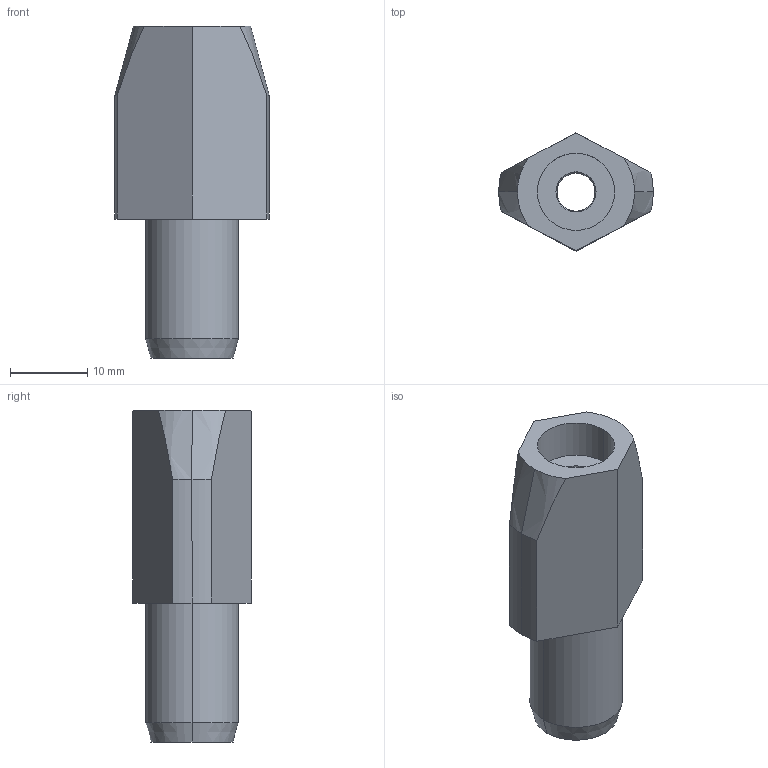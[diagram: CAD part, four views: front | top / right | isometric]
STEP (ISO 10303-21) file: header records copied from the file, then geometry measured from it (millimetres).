
FILE_DESCRIPTION(('STEP AP214'),'1');
FILE_NAME(' ',' ',('TraceParts'),('TraceParts S.A.'),'XStep 1.0',' ',' ');
FILE_SCHEMA(('automotive_design'));
Length unit declared in the file: millimetre
Products named in the file (1): 1
Bounding box: 20 x 15.3 x 43 mm (x, y, z)
Volume: 5672.1 mm3; surface area: 3068.6 mm2
Topology: 1 solids, 1 shells, 33 faces, 76 edges, 48 vertices
Faces by surface type: cylinder 12, cone 12, plane 9
Entity records: 1838 total; most frequent: CARTESIAN_POINT 174, DIRECTION 172, STYLED_ITEM 157, PRESENTATION_STYLE_ASSIGNMENT 157, COLOUR_RGB 157, ORIENTED_EDGE 152, EDGE_CURVE 76, CURVE_STYLE 76
